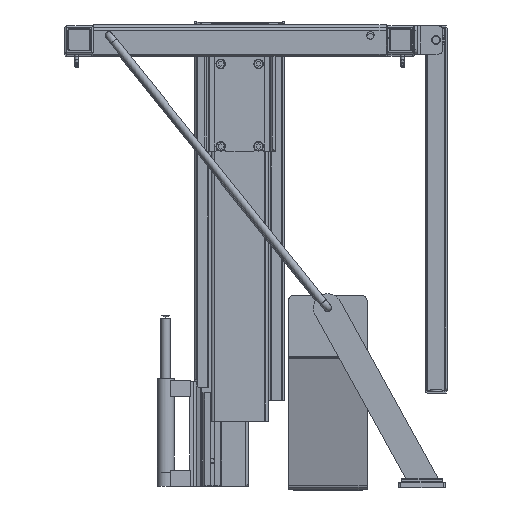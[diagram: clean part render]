
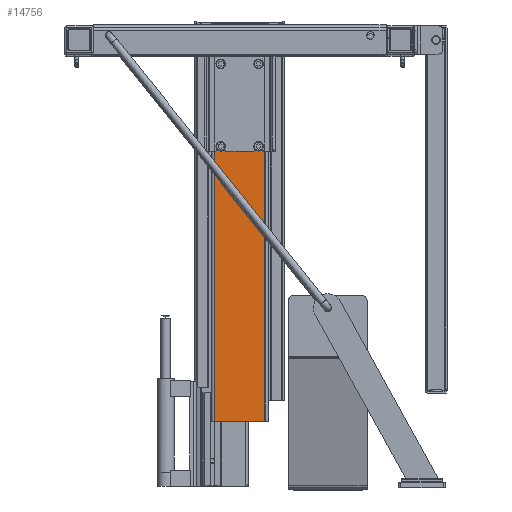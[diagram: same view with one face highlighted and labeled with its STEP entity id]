
A CAD part, top view. The second image highlights one B-rep face of the part: STEP entity #14756.
In plain terms, the highlighted face is planar.
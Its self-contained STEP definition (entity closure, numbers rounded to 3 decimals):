
#624=FACE_BOUND('',#2764,.T.);
#625=FACE_BOUND('',#2765,.T.);
#1048=CIRCLE('',#16101,3.);
#1049=CIRCLE('',#16103,3.);
#1050=CIRCLE('',#16105,2.);
#1051=CIRCLE('',#16108,3.25);
#1052=CIRCLE('',#16111,2.);
#1053=CIRCLE('',#16114,2.);
#1054=CIRCLE('',#16117,3.25);
#1055=CIRCLE('',#16120,2.);
#1815=FACE_OUTER_BOUND('',#2763,.T.);
#2763=EDGE_LOOP('',(#11562,#11563,#11564,#11565,#11566,#11567,#11568,#11569,
#11570,#11571,#11572,#11573,#11574,#11575,#11576,#11577));
#2764=EDGE_LOOP('',(#11578));
#2765=EDGE_LOOP('',(#11579));
#3837=LINE('',#23781,#5212);
#3841=LINE('',#23790,#5216);
#3844=LINE('',#23798,#5219);
#3846=LINE('',#23805,#5221);
#3850=LINE('',#23814,#5225);
#3852=LINE('',#23821,#5227);
#3854=LINE('',#23824,#5229);
#3868=LINE('',#23860,#5243);
#3904=LINE('',#24031,#5279);
#3905=LINE('',#24033,#5280);
#5212=VECTOR('',#19018,10.);
#5216=VECTOR('',#19028,10.);
#5219=VECTOR('',#19037,10.);
#5221=VECTOR('',#19045,10.);
#5225=VECTOR('',#19055,10.);
#5227=VECTOR('',#19063,10.);
#5229=VECTOR('',#19067,10.);
#5243=VECTOR('',#19105,10.);
#5279=VECTOR('',#19319,10.);
#5280=VECTOR('',#19322,10.);
#6518=VERTEX_POINT('',#23319);
#6641=VERTEX_POINT('',#23766);
#6642=VERTEX_POINT('',#23770);
#6643=VERTEX_POINT('',#23774);
#6644=VERTEX_POINT('',#23776);
#6645=VERTEX_POINT('',#23780);
#6646=VERTEX_POINT('',#23784);
#6647=VERTEX_POINT('',#23788);
#6648=VERTEX_POINT('',#23792);
#6649=VERTEX_POINT('',#23796);
#6650=VERTEX_POINT('',#23800);
#6651=VERTEX_POINT('',#23804);
#6652=VERTEX_POINT('',#23808);
#6653=VERTEX_POINT('',#23812);
#6654=VERTEX_POINT('',#23816);
#6655=VERTEX_POINT('',#23820);
#6665=VERTEX_POINT('',#23858);
#6711=VERTEX_POINT('',#24029);
#8295=EDGE_CURVE('',#6641,#6641,#1048,.T.);
#8297=EDGE_CURVE('',#6642,#6642,#1049,.T.);
#8300=EDGE_CURVE('',#6644,#6643,#1050,.T.);
#8302=EDGE_CURVE('',#6645,#6644,#3837,.T.);
#8304=EDGE_CURVE('',#6646,#6645,#1051,.T.);
#8307=EDGE_CURVE('',#6647,#6646,#3841,.T.);
#8308=EDGE_CURVE('',#6648,#6647,#1052,.T.);
#8311=EDGE_CURVE('',#6649,#6648,#3844,.T.);
#8312=EDGE_CURVE('',#6650,#6649,#1053,.T.);
#8314=EDGE_CURVE('',#6651,#6650,#3846,.T.);
#8316=EDGE_CURVE('',#6652,#6651,#1054,.T.);
#8319=EDGE_CURVE('',#6653,#6652,#3850,.T.);
#8320=EDGE_CURVE('',#6654,#6653,#1055,.T.);
#8322=EDGE_CURVE('',#6655,#6654,#3852,.T.);
#8324=EDGE_CURVE('',#6643,#6518,#3854,.T.);
#8342=EDGE_CURVE('',#6665,#6518,#3868,.T.);
#8430=EDGE_CURVE('',#6711,#6665,#3904,.T.);
#8431=EDGE_CURVE('',#6711,#6655,#3905,.T.);
#11562=ORIENTED_EDGE('',*,*,#8324,.T.);
#11563=ORIENTED_EDGE('',*,*,#8342,.F.);
#11564=ORIENTED_EDGE('',*,*,#8430,.F.);
#11565=ORIENTED_EDGE('',*,*,#8431,.T.);
#11566=ORIENTED_EDGE('',*,*,#8322,.T.);
#11567=ORIENTED_EDGE('',*,*,#8320,.T.);
#11568=ORIENTED_EDGE('',*,*,#8319,.T.);
#11569=ORIENTED_EDGE('',*,*,#8316,.T.);
#11570=ORIENTED_EDGE('',*,*,#8314,.T.);
#11571=ORIENTED_EDGE('',*,*,#8312,.T.);
#11572=ORIENTED_EDGE('',*,*,#8311,.T.);
#11573=ORIENTED_EDGE('',*,*,#8308,.T.);
#11574=ORIENTED_EDGE('',*,*,#8307,.T.);
#11575=ORIENTED_EDGE('',*,*,#8304,.T.);
#11576=ORIENTED_EDGE('',*,*,#8302,.T.);
#11577=ORIENTED_EDGE('',*,*,#8300,.T.);
#11578=ORIENTED_EDGE('',*,*,#8297,.T.);
#11579=ORIENTED_EDGE('',*,*,#8295,.T.);
#14035=PLANE('',#16224);
#14756=ADVANCED_FACE('',(#1815,#624,#625),#14035,.F.);
#16101=AXIS2_PLACEMENT_3D('',#23767,#19002,#19003);
#16103=AXIS2_PLACEMENT_3D('',#23771,#19007,#19008);
#16105=AXIS2_PLACEMENT_3D('',#23777,#19013,#19014);
#16108=AXIS2_PLACEMENT_3D('',#23785,#19022,#19023);
#16111=AXIS2_PLACEMENT_3D('',#23793,#19031,#19032);
#16114=AXIS2_PLACEMENT_3D('',#23801,#19040,#19041);
#16117=AXIS2_PLACEMENT_3D('',#23809,#19049,#19050);
#16120=AXIS2_PLACEMENT_3D('',#23817,#19058,#19059);
#16224=AXIS2_PLACEMENT_3D('',#24032,#19320,#19321);
#19002=DIRECTION('center_axis',(0.,-1.,0.));
#19003=DIRECTION('ref_axis',(0.,0.,-1.));
#19007=DIRECTION('center_axis',(0.,-1.,0.));
#19008=DIRECTION('ref_axis',(0.,0.,-1.));
#19013=DIRECTION('center_axis',(0.,-1.,0.));
#19014=DIRECTION('ref_axis',(-0.707,0.,-0.707));
#19018=DIRECTION('',(0.,0.,-1.));
#19022=DIRECTION('center_axis',(0.,1.,0.));
#19023=DIRECTION('ref_axis',(-1.,0.,0.));
#19028=DIRECTION('',(0.,0.,1.));
#19031=DIRECTION('center_axis',(0.,-1.,0.));
#19032=DIRECTION('ref_axis',(0.707,0.,-0.707));
#19037=DIRECTION('',(1.,0.,0.));
#19040=DIRECTION('center_axis',(0.,-1.,0.));
#19041=DIRECTION('ref_axis',(-0.707,0.,-0.707));
#19045=DIRECTION('',(0.,0.,-1.));
#19049=DIRECTION('center_axis',(0.,1.,0.));
#19050=DIRECTION('ref_axis',(-1.,0.,0.));
#19055=DIRECTION('',(0.,0.,1.));
#19058=DIRECTION('center_axis',(0.,-1.,0.));
#19059=DIRECTION('ref_axis',(0.707,0.,-0.707));
#19063=DIRECTION('',(1.,0.,0.));
#19067=DIRECTION('',(1.,0.,0.));
#19105=DIRECTION('',(0.,0.,1.));
#19319=DIRECTION('',(1.,0.,0.));
#19320=DIRECTION('center_axis',(0.,-1.,0.));
#19321=DIRECTION('ref_axis',(0.,0.,-1.));
#19322=DIRECTION('',(0.,0.,1.));
#23319=CARTESIAN_POINT('',(26.7,353.,285.));
#23766=CARTESIAN_POINT('',(-20.,353.,293.));
#23767=CARTESIAN_POINT('Origin',(-20.,353.,290.));
#23770=CARTESIAN_POINT('',(20.,353.,293.));
#23771=CARTESIAN_POINT('Origin',(20.,353.,290.));
#23774=CARTESIAN_POINT('',(25.25,353.,285.));
#23776=CARTESIAN_POINT('',(23.25,353.,287.));
#23777=CARTESIAN_POINT('Origin',(25.25,353.,287.));
#23780=CARTESIAN_POINT('',(23.25,353.,290.));
#23781=CARTESIAN_POINT('',(23.25,353.,247.25));
#23784=CARTESIAN_POINT('',(16.75,353.,290.));
#23785=CARTESIAN_POINT('Origin',(20.,353.,290.));
#23788=CARTESIAN_POINT('',(16.75,353.,287.));
#23790=CARTESIAN_POINT('',(16.75,353.,250.));
#23792=CARTESIAN_POINT('',(14.75,353.,285.));
#23793=CARTESIAN_POINT('Origin',(14.75,353.,287.));
#23796=CARTESIAN_POINT('',(-14.75,353.,285.));
#23798=CARTESIAN_POINT('',(-18.75,353.,285.));
#23800=CARTESIAN_POINT('',(-16.75,353.,287.));
#23801=CARTESIAN_POINT('Origin',(-14.75,353.,287.));
#23804=CARTESIAN_POINT('',(-16.75,353.,290.));
#23805=CARTESIAN_POINT('',(-16.75,353.,247.25));
#23808=CARTESIAN_POINT('',(-23.25,353.,290.));
#23809=CARTESIAN_POINT('Origin',(-20.,353.,290.));
#23812=CARTESIAN_POINT('',(-23.25,353.,287.));
#23814=CARTESIAN_POINT('',(-23.25,353.,250.));
#23816=CARTESIAN_POINT('',(-25.25,353.,285.));
#23817=CARTESIAN_POINT('Origin',(-25.25,353.,287.));
#23820=CARTESIAN_POINT('',(-26.7,353.,285.));
#23821=CARTESIAN_POINT('',(-18.75,353.,285.));
#23824=CARTESIAN_POINT('',(-18.75,353.,285.));
#23858=CARTESIAN_POINT('',(26.7,353.,0.));
#23860=CARTESIAN_POINT('',(26.7,353.,210.));
#24029=CARTESIAN_POINT('',(-26.7,353.,0.));
#24031=CARTESIAN_POINT('',(29.37,353.,0.));
#24032=CARTESIAN_POINT('Origin',(0.,353.,210.));
#24033=CARTESIAN_POINT('',(-26.7,353.,210.));
